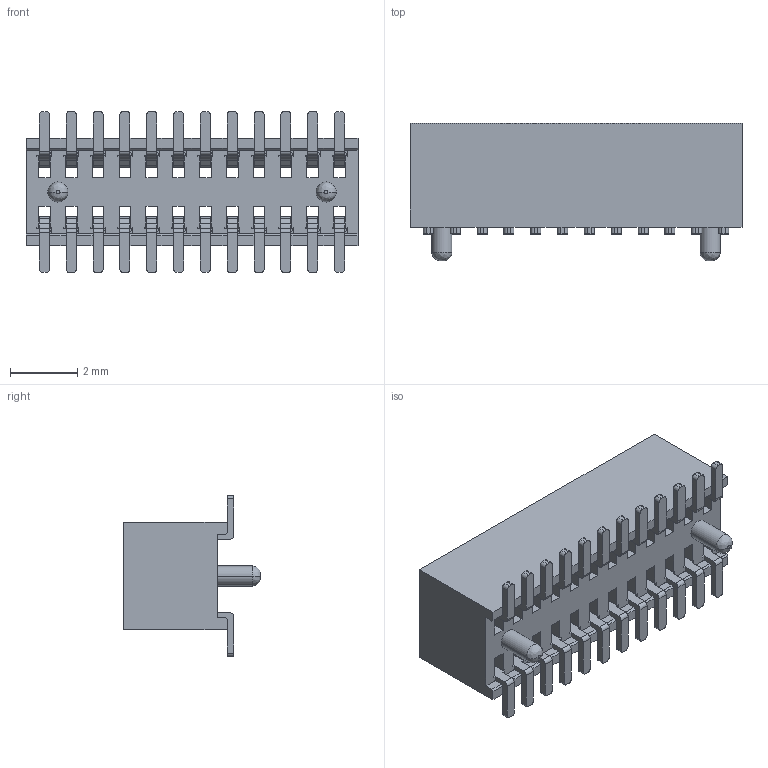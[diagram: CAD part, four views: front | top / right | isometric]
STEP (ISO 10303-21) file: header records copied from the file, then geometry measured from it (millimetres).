
FILE_DESCRIPTION((''),'2;1');
FILE_NAME('FFH08001-D80S1014K6M1','2024-06-05T',('工程三'),(''),'PRO/ENGINEER BY PARAMETRIC TECHNOLOGY CORPORATION, 2010280','PRO/ENGINEER BY PARAMETRIC TECHNOLOGY CORPORATION, 2010280','');
FILE_SCHEMA(('CONFIG_CONTROL_DESIGN'));
Length unit declared in the file: millimetre
Products named in the file (1): FFH08001-D80S1014K6M1
Bounding box: 9.9 x 4.1 x 4.8 mm (x, y, z)
Volume: 79.2 mm3; surface area: 368 mm2
Topology: 1 solids, 1 shells, 982 faces, 3050 edges, 1976 vertices
Faces by surface type: plane 734, cylinder 244, bspline 4
Entity records: 33916 total; most frequent: CARTESIAN_POINT 6116, ORIENTED_EDGE 6100, DIRECTION 5526, EDGE_CURVE 3050, VECTOR 2530, LINE 2530, VERTEX_POINT 1976, AXIS2_PLACEMENT_3D 1498
